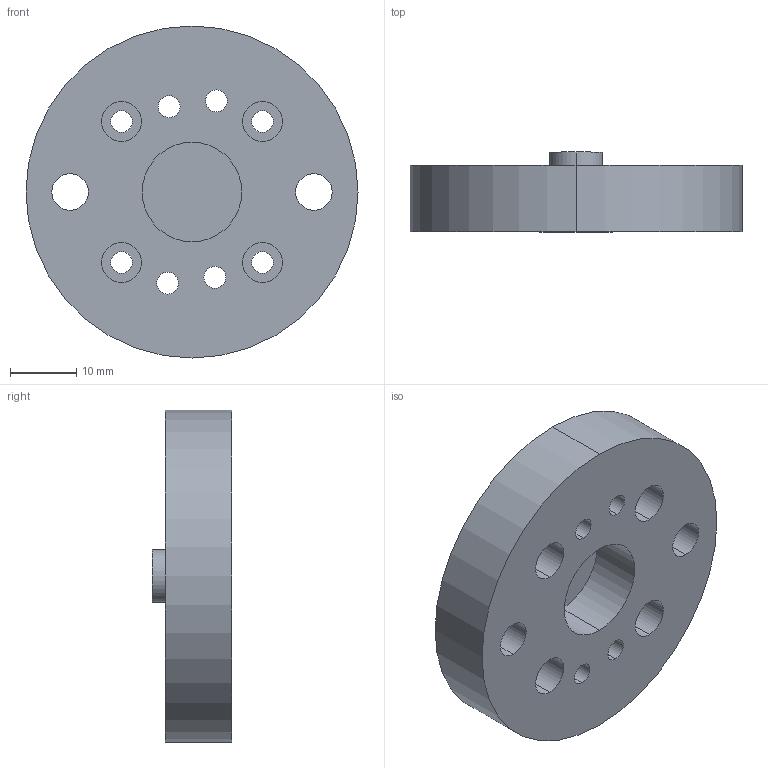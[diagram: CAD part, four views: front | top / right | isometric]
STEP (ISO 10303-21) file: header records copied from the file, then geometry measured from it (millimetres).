
FILE_DESCRIPTION (( 'STEP AP214' ), '1' );
FILE_NAME ('adapter-RM-EGB.STEP', '2025-01-28T23:35:57', ( '' ), ( '' ), 'SwSTEP 2.0', 'SolidWorks 2025', '' );
FILE_SCHEMA (( 'AUTOMOTIVE_DESIGN' ));
Length unit declared in the file: millimetre
Products named in the file (1): adapter-RM-EGB
Bounding box: 50 x 12 x 50 mm (x, y, z)
Volume: 15505.6 mm3; surface area: 7481.5 mm2
Topology: 1 solids, 1 shells, 63 faces, 144 edges, 96 vertices
Faces by surface type: cylinder 48, plane 15
Entity records: 1897 total; most frequent: DIRECTION 368, CARTESIAN_POINT 304, ORIENTED_EDGE 288, AXIS2_PLACEMENT_3D 160, EDGE_CURVE 144, EDGE_LOOP 96, CIRCLE 96, VERTEX_POINT 96
